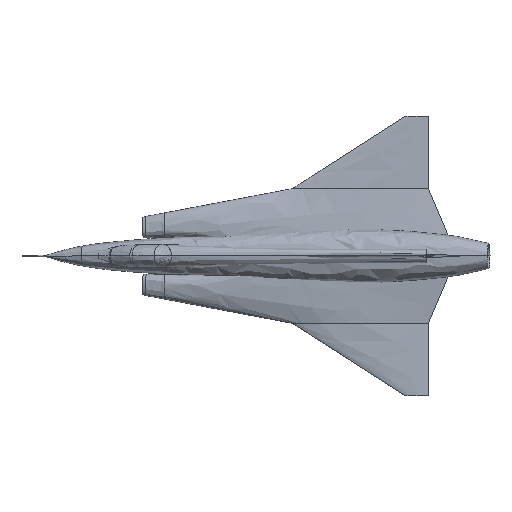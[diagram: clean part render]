
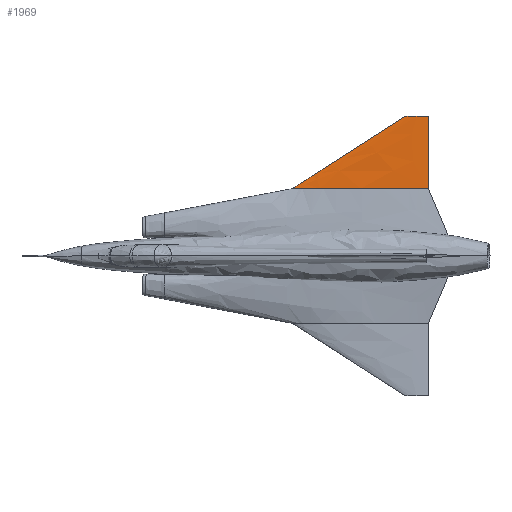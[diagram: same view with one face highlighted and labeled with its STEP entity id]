
A CAD part, top view. The second image highlights one B-rep face of the part: STEP entity #1969.
In plain terms, the highlighted free-form (B-spline) face has degree [3, 1] with [21, 2] control points.
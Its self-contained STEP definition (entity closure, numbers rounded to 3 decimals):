
#1969 = ADVANCED_FACE('',(#1970),#2038,.T.);
#1970 = FACE_BOUND('',#1971,.T.);
#1971 = EDGE_LOOP('',(#1972,#1981,#2007,#2014));
#1972 = ORIENTED_EDGE('',*,*,#1973,.F.);
#1973 = EDGE_CURVE('',#1974,#1976,#1978,.T.);
#1974 = VERTEX_POINT('',#1975);
#1975 = CARTESIAN_POINT('',(14642.876,5336.732,
    22.126));
#1976 = VERTEX_POINT('',#1977);
#1977 = CARTESIAN_POINT('',(10325.285,2569.191,
    -11.687));
#1978 = B_SPLINE_CURVE_WITH_KNOTS('',1,(#1979,#1980),.UNSPECIFIED.,.F.,
  .F.,(2,2),(0.,1.),.PIECEWISE_BEZIER_KNOTS.);
#1979 = CARTESIAN_POINT('',(14642.876,5336.732,
    22.126));
#1980 = CARTESIAN_POINT('',(10325.285,2569.191,
    -11.687));
#1981 = ORIENTED_EDGE('',*,*,#1982,.T.);
#1982 = EDGE_CURVE('',#1974,#1983,#1985,.T.);
#1983 = VERTEX_POINT('',#1984);
#1984 = CARTESIAN_POINT('',(15492.718,5336.732,
    22.126));
#1985 = B_SPLINE_CURVE_WITH_KNOTS('',3,(#1986,#1987,#1988,#1989,#1990,
    #1991,#1992,#1993,#1994,#1995,#1996,#1997,#1998,#1999,#2000,#2001,
    #2002,#2003,#2004,#2005,#2006),.UNSPECIFIED.,.F.,.F.,(4,1,1,1,1,1,1,
    1,1,1,1,1,1,1,1,1,1,1,4),(-1.011,-1.003,
    -0.996,-0.985,-0.974,-0.954,
    -0.933,-0.913,-0.883,-0.843,
    -0.802,-0.702,-0.602,-0.502,
    -0.402,-0.302,-0.201,-0.101,0.),
  .UNSPECIFIED.);
#1986 = CARTESIAN_POINT('',(14642.876,5336.732,
    22.126));
#1987 = CARTESIAN_POINT('',(14642.878,5336.716,
    23.381));
#1988 = CARTESIAN_POINT('',(14645.076,5336.688,
    25.733));
#1989 = CARTESIAN_POINT('',(14652.229,5336.657,
    28.192));
#1990 = CARTESIAN_POINT('',(14659.86,5336.636,
    29.989));
#1991 = CARTESIAN_POINT('',(14671.109,5336.61,
    32.055));
#1992 = CARTESIAN_POINT('',(14685.28,5336.586,
    34.08));
#1993 = CARTESIAN_POINT('',(14702.325,5336.562,
    36.037));
#1994 = CARTESIAN_POINT('',(14722.152,5336.538,
    38.001));
#1995 = CARTESIAN_POINT('',(14747.64,5336.512,
    40.113));
#1996 = CARTESIAN_POINT('',(14778.813,5336.487,
    42.175));
#1997 = CARTESIAN_POINT('',(14829.768,5336.454,
    44.884));
#1998 = CARTESIAN_POINT('',(14897.768,5336.427,
    47.084));
#1999 = CARTESIAN_POINT('',(14982.828,5336.415,
    48.051));
#2000 = CARTESIAN_POINT('',(15067.873,5336.436,
    46.286));
#2001 = CARTESIAN_POINT('',(15152.859,5336.479,
    42.824));
#2002 = CARTESIAN_POINT('',(15237.818,5336.536,
    38.165));
#2003 = CARTESIAN_POINT('',(15322.752,5336.601,
    32.831));
#2004 = CARTESIAN_POINT('',(15407.746,5336.665,
    27.578));
#2005 = CARTESIAN_POINT('',(15464.394,5336.709,
    23.954));
#2006 = CARTESIAN_POINT('',(15492.718,5336.732,
    22.126));
#2007 = ORIENTED_EDGE('',*,*,#2008,.T.);
#2008 = EDGE_CURVE('',#1983,#2009,#2011,.T.);
#2009 = VERTEX_POINT('',#2010);
#2010 = CARTESIAN_POINT('',(15487.953,2569.191,
    -11.687));
#2011 = B_SPLINE_CURVE_WITH_KNOTS('',1,(#2012,#2013),.UNSPECIFIED.,.F.,
  .F.,(2,2),(0.,1.),.PIECEWISE_BEZIER_KNOTS.);
#2012 = CARTESIAN_POINT('',(15492.718,5336.732,
    22.126));
#2013 = CARTESIAN_POINT('',(15487.953,2569.191,
    -11.687));
#2014 = ORIENTED_EDGE('',*,*,#2015,.F.);
#2015 = EDGE_CURVE('',#1976,#2009,#2016,.T.);
#2016 = B_SPLINE_CURVE_WITH_KNOTS('',3,(#2017,#2018,#2019,#2020,#2021,
    #2022,#2023,#2024,#2025,#2026,#2027,#2028,#2029,#2030,#2031,#2032,
    #2033,#2034,#2035,#2036,#2037),.UNSPECIFIED.,.F.,.F.,(4,1,1,1,1,1,1,
    1,1,1,1,1,1,1,1,1,1,1,4),(-1.011,-1.003,
    -0.996,-0.985,-0.974,-0.954,
    -0.933,-0.913,-0.883,-0.843,
    -0.802,-0.702,-0.602,-0.502,
    -0.402,-0.302,-0.201,-0.101,0.),
  .UNSPECIFIED.);
#2017 = CARTESIAN_POINT('',(10325.285,2569.191,
    -11.687));
#2018 = CARTESIAN_POINT('',(10325.299,2569.098,
    -4.066));
#2019 = CARTESIAN_POINT('',(10338.65,2568.924,
    10.224));
#2020 = CARTESIAN_POINT('',(10382.105,2568.741,
    25.16));
#2021 = CARTESIAN_POINT('',(10428.457,2568.608,
    36.077));
#2022 = CARTESIAN_POINT('',(10496.793,2568.455,
    48.625));
#2023 = CARTESIAN_POINT('',(10582.88,2568.304,
    60.927));
#2024 = CARTESIAN_POINT('',(10686.427,2568.159,
    72.815));
#2025 = CARTESIAN_POINT('',(10806.876,2568.013,
    84.748));
#2026 = CARTESIAN_POINT('',(10961.711,2567.856,
    97.58));
#2027 = CARTESIAN_POINT('',(11151.082,2567.703,
    110.108));
#2028 = CARTESIAN_POINT('',(11460.625,2567.502,
    126.56));
#2029 = CARTESIAN_POINT('',(11873.72,2567.339,
    139.928));
#2030 = CARTESIAN_POINT('',(12390.447,2567.267,
    145.803));
#2031 = CARTESIAN_POINT('',(12907.083,2567.398,
    135.08));
#2032 = CARTESIAN_POINT('',(13423.361,2567.655,
    114.048));
#2033 = CARTESIAN_POINT('',(13939.474,2568.001,
    85.748));
#2034 = CARTESIAN_POINT('',(14455.435,2568.397,
    53.342));
#2035 = CARTESIAN_POINT('',(14971.762,2568.787,
    21.428));
#2036 = CARTESIAN_POINT('',(15315.886,2569.056,
    -0.585));
#2037 = CARTESIAN_POINT('',(15487.953,2569.191,
    -11.687));
#2038 = B_SPLINE_SURFACE_WITH_KNOTS('',3,1,(
    (#2039,#2040)
    ,(#2041,#2042)
    ,(#2043,#2044)
    ,(#2045,#2046)
    ,(#2047,#2048)
    ,(#2049,#2050)
    ,(#2051,#2052)
    ,(#2053,#2054)
    ,(#2055,#2056)
    ,(#2057,#2058)
    ,(#2059,#2060)
    ,(#2061,#2062)
    ,(#2063,#2064)
    ,(#2065,#2066)
    ,(#2067,#2068)
    ,(#2069,#2070)
    ,(#2071,#2072)
    ,(#2073,#2074)
    ,(#2075,#2076)
    ,(#2077,#2078)
    ,(#2079,#2080
    )),.UNSPECIFIED.,.F.,.F.,.F.,(4,1,1,1,1,1,1,1,1,1,1,1,1,1,1,1,1,1,4)
  ,(2,2),(-1.011,-1.003,-0.996,-0.985,
    -0.974,-0.954,-0.933,-0.913,
    -0.883,-0.843,-0.802,-0.702,
    -0.602,-0.502,-0.402,-0.302,
    -0.201,-0.101,0.),(0.,1.),.UNSPECIFIED.);
#2039 = CARTESIAN_POINT('',(14642.876,5336.732,
    22.126));
#2040 = CARTESIAN_POINT('',(10325.285,2569.191,
    -11.687));
#2041 = CARTESIAN_POINT('',(14642.878,5336.716,
    23.381));
#2042 = CARTESIAN_POINT('',(10325.299,2569.098,
    -4.066));
#2043 = CARTESIAN_POINT('',(14645.076,5336.688,
    25.733));
#2044 = CARTESIAN_POINT('',(10338.65,2568.924,
    10.224));
#2045 = CARTESIAN_POINT('',(14652.229,5336.657,
    28.192));
#2046 = CARTESIAN_POINT('',(10382.105,2568.741,
    25.16));
#2047 = CARTESIAN_POINT('',(14659.86,5336.636,
    29.989));
#2048 = CARTESIAN_POINT('',(10428.457,2568.608,
    36.077));
#2049 = CARTESIAN_POINT('',(14671.109,5336.61,
    32.055));
#2050 = CARTESIAN_POINT('',(10496.793,2568.455,
    48.625));
#2051 = CARTESIAN_POINT('',(14685.28,5336.586,
    34.08));
#2052 = CARTESIAN_POINT('',(10582.88,2568.304,
    60.927));
#2053 = CARTESIAN_POINT('',(14702.325,5336.562,
    36.037));
#2054 = CARTESIAN_POINT('',(10686.427,2568.159,
    72.815));
#2055 = CARTESIAN_POINT('',(14722.152,5336.538,
    38.001));
#2056 = CARTESIAN_POINT('',(10806.876,2568.013,
    84.748));
#2057 = CARTESIAN_POINT('',(14747.64,5336.512,
    40.113));
#2058 = CARTESIAN_POINT('',(10961.711,2567.856,
    97.58));
#2059 = CARTESIAN_POINT('',(14778.813,5336.487,
    42.175));
#2060 = CARTESIAN_POINT('',(11151.082,2567.703,
    110.108));
#2061 = CARTESIAN_POINT('',(14829.768,5336.454,
    44.884));
#2062 = CARTESIAN_POINT('',(11460.625,2567.502,
    126.56));
#2063 = CARTESIAN_POINT('',(14897.768,5336.427,
    47.084));
#2064 = CARTESIAN_POINT('',(11873.72,2567.339,
    139.928));
#2065 = CARTESIAN_POINT('',(14982.828,5336.415,
    48.051));
#2066 = CARTESIAN_POINT('',(12390.447,2567.267,
    145.803));
#2067 = CARTESIAN_POINT('',(15067.873,5336.436,
    46.286));
#2068 = CARTESIAN_POINT('',(12907.083,2567.398,
    135.08));
#2069 = CARTESIAN_POINT('',(15152.859,5336.479,
    42.824));
#2070 = CARTESIAN_POINT('',(13423.361,2567.655,
    114.048));
#2071 = CARTESIAN_POINT('',(15237.818,5336.536,
    38.165));
#2072 = CARTESIAN_POINT('',(13939.474,2568.001,
    85.748));
#2073 = CARTESIAN_POINT('',(15322.752,5336.601,
    32.831));
#2074 = CARTESIAN_POINT('',(14455.435,2568.397,
    53.342));
#2075 = CARTESIAN_POINT('',(15407.746,5336.665,
    27.578));
#2076 = CARTESIAN_POINT('',(14971.762,2568.787,
    21.428));
#2077 = CARTESIAN_POINT('',(15464.394,5336.709,
    23.954));
#2078 = CARTESIAN_POINT('',(15315.886,2569.056,
    -0.585));
#2079 = CARTESIAN_POINT('',(15492.718,5336.732,
    22.126));
#2080 = CARTESIAN_POINT('',(15487.953,2569.191,
    -11.687));
